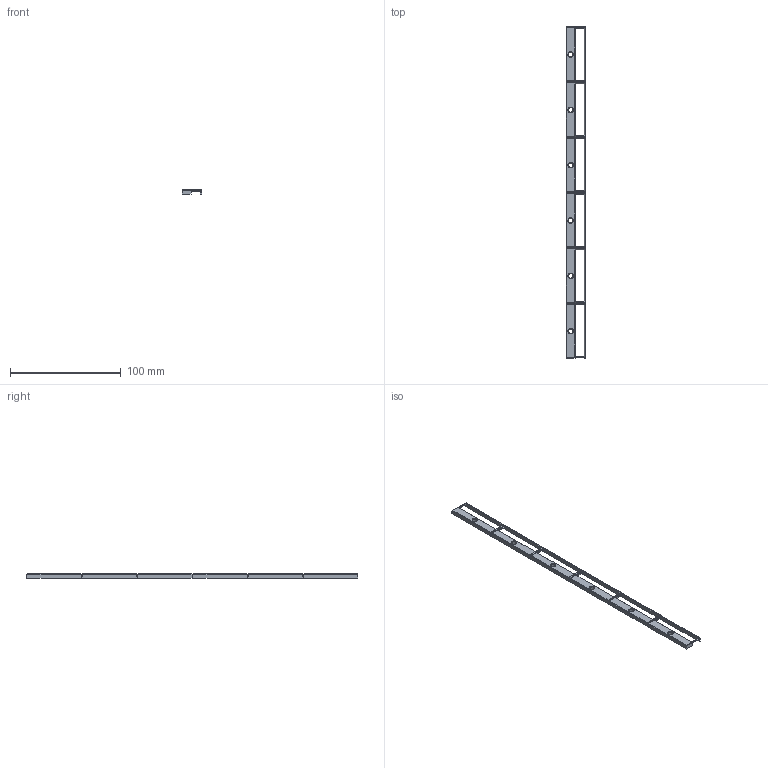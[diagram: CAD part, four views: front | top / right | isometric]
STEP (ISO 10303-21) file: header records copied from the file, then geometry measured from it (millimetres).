
FILE_DESCRIPTION(('FreeCAD Model'),'2;1');
FILE_NAME('Open CASCADE Shape Model','2024-02-25T17:19:19',(''),(''), 'Open CASCADE STEP processor 7.6','FreeCAD','Unknown');
FILE_SCHEMA(('AUTOMOTIVE_DESIGN { 1 0 10303 214 1 1 1 1 }'));
Length unit declared in the file: millimetre
Products named in the file (2): 300mm; Body
Assembly tree (6 placements, depth 2):
  300mm
    Body  x6
Bounding box: 17.7 x 300 x 3.7 mm (x, y, z)
Volume: 9735.3 mm3; surface area: 10404.1 mm2
Topology: 6 solids, 6 shells, 246 faces, 630 edges, 402 vertices
Faces by surface type: plane 234, cone 6, cylinder 6
Full cylindrical faces by diameter (mm): 4 x6
Entity records: 1298 total; most frequent: CARTESIAN_POINT 220, ORIENTED_EDGE 210, DIRECTION 204, EDGE_CURVE 105, LINE 102, VECTOR 102, VERTEX_POINT 67, AXIS2_PLACEMENT_3D 51
